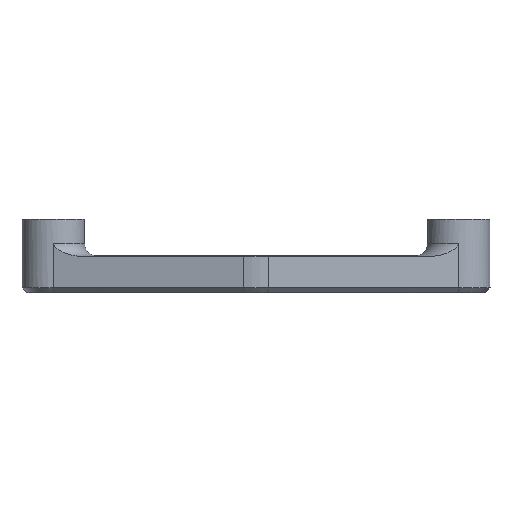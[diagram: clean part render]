
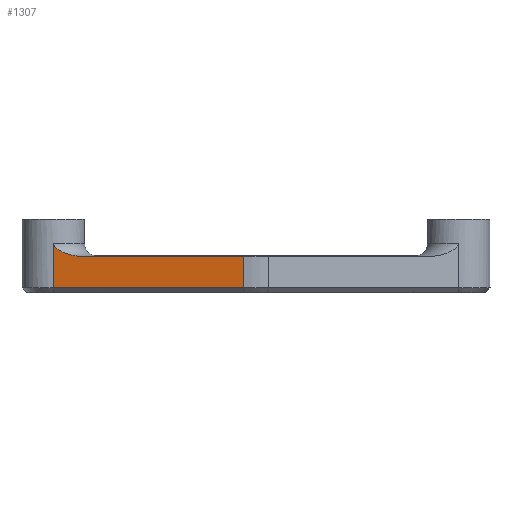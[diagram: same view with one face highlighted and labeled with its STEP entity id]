
A CAD part, left-side view. The second image highlights one B-rep face of the part: STEP entity #1307.
In plain terms, the highlighted planar face has unit normal (-0.979, 0.202, 0).
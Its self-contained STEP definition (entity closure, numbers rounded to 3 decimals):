
#229=FACE_OUTER_BOUND('',#320,.T.);
#320=EDGE_LOOP('',(#1147,#1148,#1149,#1150,#1151));
#345=B_SPLINE_CURVE_WITH_KNOTS('',3,(#2272,#2273,#2274,#2275,#2276,#2277,
#2278,#2279,#2280,#2281),.UNSPECIFIED.,.F.,.F.,(4,2,2,2,4),(0.392,
0.402,0.419,0.479,0.614),
 .UNSPECIFIED.);
#368=LINE('',#2007,#460);
#423=LINE('',#2284,#515);
#430=LINE('',#2350,#522);
#431=LINE('',#2352,#523);
#460=VECTOR('',#1570,10.);
#515=VECTOR('',#1817,10.);
#522=VECTOR('',#1848,10.);
#523=VECTOR('',#1851,10.);
#561=VERTEX_POINT('',#1991);
#563=VERTEX_POINT('',#2000);
#631=VERTEX_POINT('',#2269);
#632=VERTEX_POINT('',#2271);
#641=VERTEX_POINT('',#2348);
#694=EDGE_CURVE('',#563,#561,#368,.T.);
#802=EDGE_CURVE('',#631,#632,#345,.T.);
#804=EDGE_CURVE('',#561,#631,#423,.T.);
#820=EDGE_CURVE('',#641,#563,#430,.T.);
#821=EDGE_CURVE('',#632,#641,#431,.T.);
#1147=ORIENTED_EDGE('',*,*,#694,.F.);
#1148=ORIENTED_EDGE('',*,*,#820,.F.);
#1149=ORIENTED_EDGE('',*,*,#821,.F.);
#1150=ORIENTED_EDGE('',*,*,#802,.F.);
#1151=ORIENTED_EDGE('',*,*,#804,.F.);
#1233=PLANE('',#1463);
#1307=ADVANCED_FACE('',(#229),#1233,.T.);
#1463=AXIS2_PLACEMENT_3D('',#2351,#1849,#1850);
#1570=DIRECTION('',(0.202,0.979,0.));
#1817=DIRECTION('',(0.,0.,1.));
#1848=DIRECTION('',(0.,0.,-1.));
#1849=DIRECTION('center_axis',(-0.979,0.202,0.));
#1850=DIRECTION('ref_axis',(-0.202,-0.979,0.));
#1851=DIRECTION('',(-0.202,-0.979,0.));
#1991=CARTESIAN_POINT('',(-25.05,48.139,15.5));
#2000=CARTESIAN_POINT('',(-28.242,32.648,15.5));
#2007=CARTESIAN_POINT('',(-26.171,42.701,15.5));
#2269=CARTESIAN_POINT('',(-25.05,48.139,19.1));
#2271=CARTESIAN_POINT('',(-25.455,46.172,18.1));
#2272=CARTESIAN_POINT('Ctrl Pts',(-25.05,48.139,19.1));
#2273=CARTESIAN_POINT('Ctrl Pts',(-25.05,48.139,19.065));
#2274=CARTESIAN_POINT('Ctrl Pts',(-25.052,48.128,19.025));
#2275=CARTESIAN_POINT('Ctrl Pts',(-25.06,48.088,18.945));
#2276=CARTESIAN_POINT('Ctrl Pts',(-25.069,48.047,18.895));
#2277=CARTESIAN_POINT('Ctrl Pts',(-25.105,47.871,18.716));
#2278=CARTESIAN_POINT('Ctrl Pts',(-25.146,47.673,18.588));
#2279=CARTESIAN_POINT('Ctrl Pts',(-25.261,47.115,18.274));
#2280=CARTESIAN_POINT('Ctrl Pts',(-25.364,46.614,18.1));
#2281=CARTESIAN_POINT('Ctrl Pts',(-25.455,46.172,18.1));
#2284=CARTESIAN_POINT('',(-25.05,48.139,15.1));
#2348=CARTESIAN_POINT('',(-28.242,32.648,18.1));
#2350=CARTESIAN_POINT('',(-28.242,32.648,15.1));
#2351=CARTESIAN_POINT('Origin',(-25.05,48.139,15.1));
#2352=CARTESIAN_POINT('',(-28.45,31.639,18.1));
